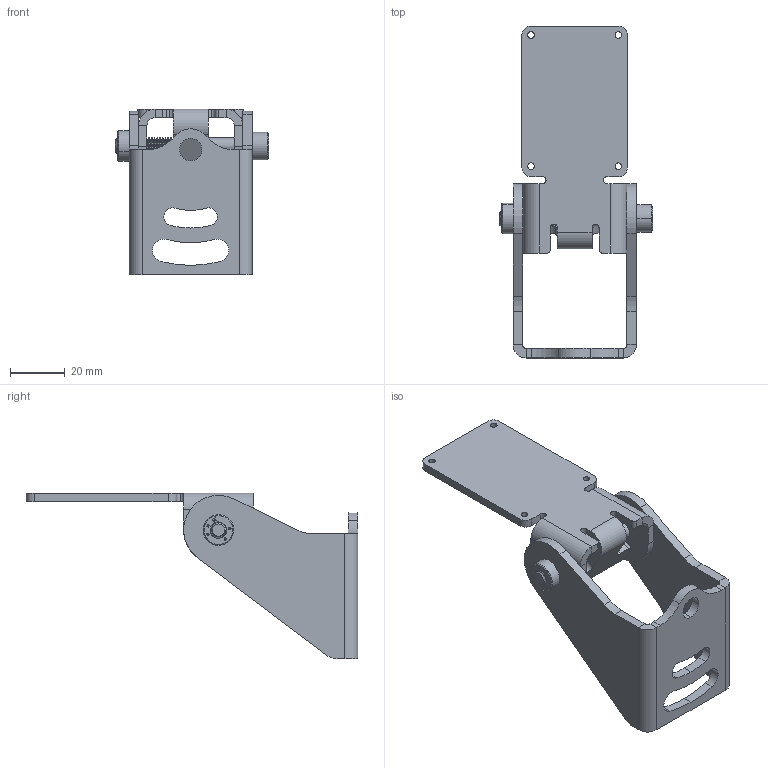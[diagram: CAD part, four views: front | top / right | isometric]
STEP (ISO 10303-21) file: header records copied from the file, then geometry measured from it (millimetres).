
FILE_DESCRIPTION (( 'STEP AP203' ), '1' );
FILE_NAME ('PTU-MD.STEP', '2021-12-14T16:49:10', ( '' ), ( '' ), 'SwSTEP 2.0', 'SolidWorks 2021', '' );
FILE_SCHEMA (( 'CONFIG_CONTROL_DESIGN' ));
Length unit declared in the file: inch
Products named in the file (6): PTU-MD; 200958_DefaultSM-FLAT-PATTERN; 200300_BOM; SP-M6-2; 200423; 91292A144_91292A144
Assembly tree (5 placements, depth 3):
  PTU-MD
    200300_BOM
      200423
      SP-M6-2
    200958_DefaultSM-FLAT-PATTERN
    91292A144_91292A144
Bounding box: 56 x 121.17 x 60.48 mm (x, y, z)
Volume: 34733.2 mm3; surface area: 25582.4 mm2
Topology: 4 solids, 4 shells, 305 faces, 792 edges, 506 vertices
Faces by surface type: cylinder 154, plane 124, cone 24, bspline 3
Entity records: 13951 total; most frequent: CARTESIAN_POINT 5928, ORIENTED_EDGE 1584, DIRECTION 1538, EDGE_CURVE 792, AXIS2_PLACEMENT_3D 549, VERTEX_POINT 506, LINE 440, VECTOR 440
